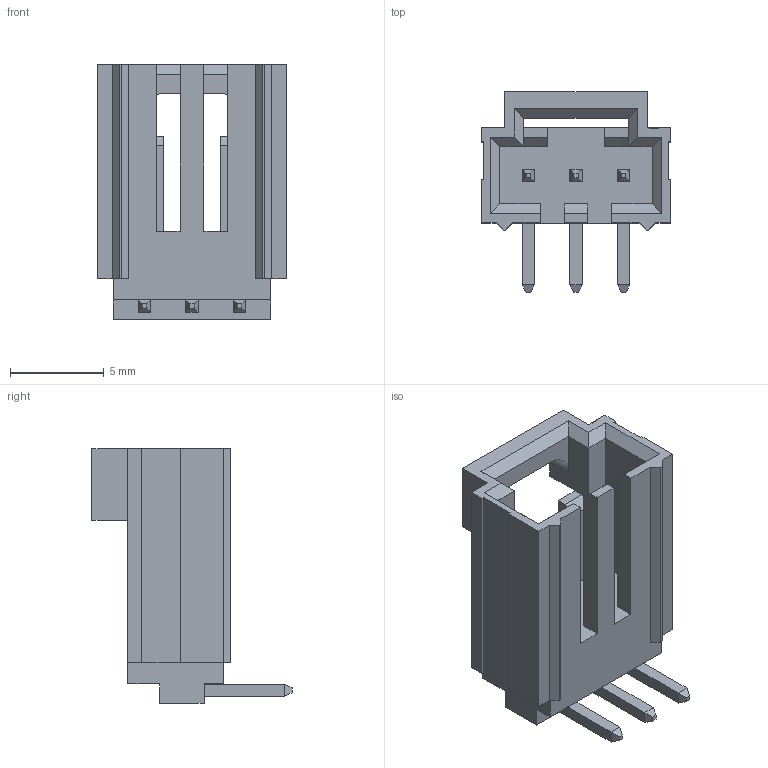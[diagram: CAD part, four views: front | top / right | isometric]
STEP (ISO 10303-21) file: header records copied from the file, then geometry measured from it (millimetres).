
FILE_DESCRIPTION(('STEP AP242'),'1');
FILE_NAME('171974-0003.stp','2021-05-05T14:05:19',('TraceParts'),('TraceParts S.A.'),'Spatial InterOp 3D',' ',' ');
FILE_SCHEMA(('AP242_MANAGED_MODEL_BASED_3D_ENGINEERING_MIM_LF {1 0 10303 442 1 1 4}'));
Length unit declared in the file: millimetre
Products named in the file (1): 171974-0003_1
Bounding box: 10.08 x 10.68 x 13.59 mm (x, y, z)
Volume: 409.8 mm3; surface area: 787.5 mm2
Topology: 1 solids, 1 shells, 128 faces, 336 edges, 222 vertices
Faces by surface type: plane 126, cylinder 2
Entity records: 3846 total; most frequent: CARTESIAN_POINT 674, ORIENTED_EDGE 658, DIRECTION 606, EDGE_CURVE 329, LINE 326, VECTOR 326, VERTEX_POINT 208, AXIS2_PLACEMENT_3D 140
